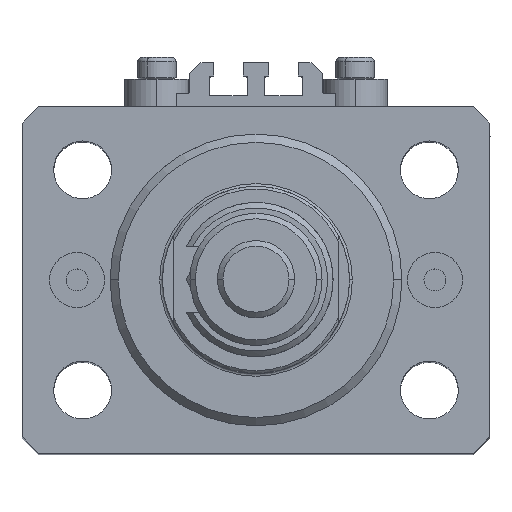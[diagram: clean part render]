
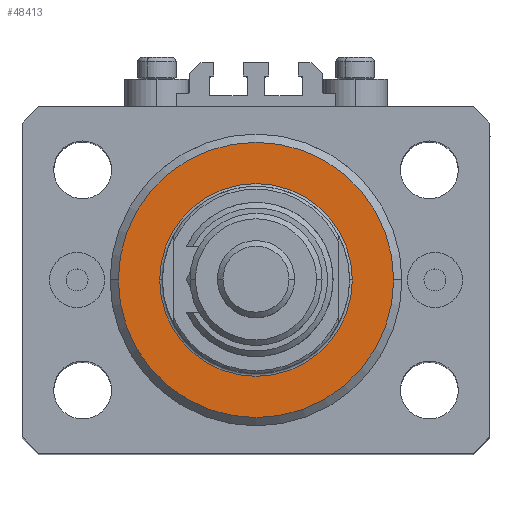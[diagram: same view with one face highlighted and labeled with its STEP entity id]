
A CAD part, top view. The second image highlights one B-rep face of the part: STEP entity #48413.
In plain terms, the highlighted face is planar.
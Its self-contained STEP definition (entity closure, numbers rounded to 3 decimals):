
#2903 = VERTEX_POINT ( 'NONE', #28444 ) ;
#4507 = DIRECTION ( 'NONE',  ( 1., 0., 0. ) ) ;
#7303 = EDGE_LOOP ( 'NONE', ( #15386, #49393 ) ) ;
#7310 = AXIS2_PLACEMENT_3D ( 'NONE', #33848, #45748, #10352 ) ;
#7884 = VERTEX_POINT ( 'NONE', #9983 ) ;
#8061 = CARTESIAN_POINT ( 'NONE',  ( 0., 0., 0. ) ) ;
#8490 = DIRECTION ( 'NONE',  ( 1., 0., 0. ) ) ;
#8867 = CIRCLE ( 'NONE', #24204, 17.5 ) ;
#9983 = CARTESIAN_POINT ( 'NONE',  ( 17.5, 0., 0. ) ) ;
#10352 = DIRECTION ( 'NONE',  ( 1., 0., 0. ) ) ;
#10523 = CARTESIAN_POINT ( 'NONE',  ( 25., 0., 0. ) ) ;
#10598 = FACE_OUTER_BOUND ( 'NONE', #7303, .T. ) ;
#11357 = EDGE_CURVE ( 'NONE', #26977, #46508, #16907, .T. ) ;
#11600 = ORIENTED_EDGE ( 'NONE', *, *, #48806, .T. ) ;
#11927 = EDGE_CURVE ( 'NONE', #2903, #7884, #8867, .T. ) ;
#13713 = AXIS2_PLACEMENT_3D ( 'NONE', #27423, #46658, #30713 ) ;
#15386 = ORIENTED_EDGE ( 'NONE', *, *, #20820, .T. ) ;
#15393 = CIRCLE ( 'NONE', #43680, 17.5 ) ;
#16907 = CIRCLE ( 'NONE', #13713, 25. ) ;
#18418 = PLANE ( 'NONE',  #7310 ) ;
#20820 = EDGE_CURVE ( 'NONE', #46508, #26977, #39150, .T. ) ;
#21377 = ORIENTED_EDGE ( 'NONE', *, *, #11927, .T. ) ;
#23658 = CARTESIAN_POINT ( 'NONE',  ( 0., 0., 0. ) ) ;
#24204 = AXIS2_PLACEMENT_3D ( 'NONE', #8061, #42699, #4507 ) ;
#26884 = CARTESIAN_POINT ( 'NONE',  ( -25., 0., 0. ) ) ;
#26977 = VERTEX_POINT ( 'NONE', #26884 ) ;
#27423 = CARTESIAN_POINT ( 'NONE',  ( 0., 0., 0. ) ) ;
#28444 = CARTESIAN_POINT ( 'NONE',  ( -17.5, 0., 0. ) ) ;
#30128 = CARTESIAN_POINT ( 'NONE',  ( 0., 0., 0. ) ) ;
#30713 = DIRECTION ( 'NONE',  ( 1., 0., 0. ) ) ;
#33848 = CARTESIAN_POINT ( 'NONE',  ( 0., 0., 0. ) ) ;
#33922 = DIRECTION ( 'NONE',  ( 1., 0., 0. ) ) ;
#34292 = AXIS2_PLACEMENT_3D ( 'NONE', #30128, #37483, #33922 ) ;
#35769 = EDGE_LOOP ( 'NONE', ( #11600, #21377 ) ) ;
#37483 = DIRECTION ( 'NONE',  ( 0., 0., -1. ) ) ;
#39093 = DIRECTION ( 'NONE',  ( 0., 0., 1. ) ) ;
#39150 = CIRCLE ( 'NONE', #34292, 25. ) ;
#42699 = DIRECTION ( 'NONE',  ( 0., 0., 1. ) ) ;
#43680 = AXIS2_PLACEMENT_3D ( 'NONE', #23658, #39093, #8490 ) ;
#45251 = FACE_BOUND ( 'NONE', #35769, .T. ) ;
#45748 = DIRECTION ( 'NONE',  ( 0., 0., 1. ) ) ;
#46508 = VERTEX_POINT ( 'NONE', #10523 ) ;
#46658 = DIRECTION ( 'NONE',  ( 0., 0., -1. ) ) ;
#48413 = ADVANCED_FACE ( 'NONE', ( #45251, #10598 ), #18418, .F. ) ;
#48806 = EDGE_CURVE ( 'NONE', #7884, #2903, #15393, .T. ) ;
#49393 = ORIENTED_EDGE ( 'NONE', *, *, #11357, .T. ) ;
